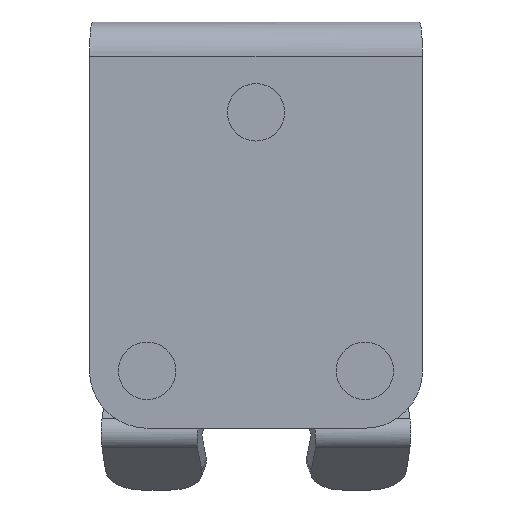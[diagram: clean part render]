
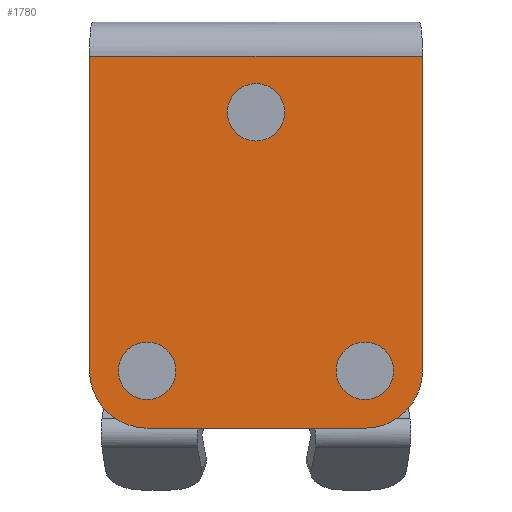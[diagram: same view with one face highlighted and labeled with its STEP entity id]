
A CAD part, front view. The second image highlights one B-rep face of the part: STEP entity #1780.
In plain terms, the highlighted planar face has unit normal (0, -1, 0).
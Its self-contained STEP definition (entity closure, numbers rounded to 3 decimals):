
#37 = DIRECTION ( 'NONE',  ( 0., 0., -1. ) ) ;
#273 = DIRECTION ( 'NONE',  ( 0., 0., -1. ) ) ;
#648 = DIRECTION ( 'NONE',  ( 0., -1., 0. ) ) ;
#785 = CARTESIAN_POINT ( 'NONE',  ( -10.038, -4.5, 5. ) ) ;
#889 = AXIS2_PLACEMENT_3D ( 'NONE', #3953, #6754, #5346 ) ;
#914 = VERTEX_POINT ( 'NONE', #12871 ) ;
#985 = CARTESIAN_POINT ( 'NONE',  ( -58., -4.5, 0. ) ) ;
#1007 =( BOUNDED_CURVE ( )  B_SPLINE_CURVE ( 3, ( #8348, #12275, #13670, #3199 ),
 .UNSPECIFIED., .F., .F. ) 
 B_SPLINE_CURVE_WITH_KNOTS ( ( 4, 4 ),
 ( 4.712, 6.283 ),
 .UNSPECIFIED. ) 
 CURVE ( )  GEOMETRIC_REPRESENTATION_ITEM ( )  RATIONAL_B_SPLINE_CURVE ( ( 1., 0.805, 0.805, 1. ) ) 
 REPRESENTATION_ITEM ( '' )  );
#1215 = ORIENTED_EDGE ( 'NONE', *, *, #14621, .T. ) ;
#1265 = DIRECTION ( 'NONE',  ( 0., -1., 0. ) ) ;
#1301 = CARTESIAN_POINT ( 'NONE',  ( -47.962, -4.5, 5. ) ) ;
#1377 = DIRECTION ( 'NONE',  ( -1., 0., 0. ) ) ;
#1387 = FACE_BOUND ( 'NONE', #4031, .T. ) ;
#1451 = AXIS2_PLACEMENT_3D ( 'NONE', #17256, #17092, #2603 ) ;
#1694 = DIRECTION ( 'NONE',  ( 0., 0., -1. ) ) ;
#1780 = ADVANCED_FACE ( 'NONE', ( #3907, #1387, #16104, #6796 ), #4154, .T. ) ;
#1869 = CARTESIAN_POINT ( 'NONE',  ( -29., -4.5, 55. ) ) ;
#1954 = EDGE_CURVE ( 'NONE', #2918, #14746, #1007, .T. ) ;
#2034 = DIRECTION ( 'NONE',  ( 0., 0., -1. ) ) ;
#2191 = AXIS2_PLACEMENT_3D ( 'NONE', #1869, #648, #7186 ) ;
#2205 = DIRECTION ( 'NONE',  ( 0., 0., -1. ) ) ;
#2269 = EDGE_CURVE ( 'NONE', #6769, #4532, #8401, .T. ) ;
#2373 = EDGE_CURVE ( 'NONE', #3834, #11284, #5345, .T. ) ;
#2465 = ORIENTED_EDGE ( 'NONE', *, *, #2269, .F. ) ;
#2603 = DIRECTION ( 'NONE',  ( 0., 0., -1. ) ) ;
#2918 = VERTEX_POINT ( 'NONE', #13850 ) ;
#2940 = DIRECTION ( 'NONE',  ( 1., 0., 0. ) ) ;
#3199 = CARTESIAN_POINT ( 'NONE',  ( 0., -4.5, 10. ) ) ;
#3736 = ORIENTED_EDGE ( 'NONE', *, *, #3964, .T. ) ;
#3834 = VERTEX_POINT ( 'NONE', #1301 ) ;
#3907 = FACE_BOUND ( 'NONE', #7916, .T. ) ;
#3953 = CARTESIAN_POINT ( 'NONE',  ( -10.038, -4.5, 10. ) ) ;
#3964 = EDGE_CURVE ( 'NONE', #9493, #2918, #6875, .T. ) ;
#4031 = EDGE_LOOP ( 'NONE', ( #2465, #7624 ) ) ;
#4154 = PLANE ( 'NONE',  #1451 ) ;
#4212 = CIRCLE ( 'NONE', #16182, 5. ) ;
#4218 = EDGE_CURVE ( 'NONE', #914, #14746, #4643, .T. ) ;
#4532 = VERTEX_POINT ( 'NONE', #785 ) ;
#4643 = LINE ( 'NONE', #9789, #16521 ) ;
#4809 = ORIENTED_EDGE ( 'NONE', *, *, #7173, .F. ) ;
#4984 = CARTESIAN_POINT ( 'NONE',  ( -47.962, -4.5, 10. ) ) ;
#5206 = ORIENTED_EDGE ( 'NONE', *, *, #4218, .F. ) ;
#5345 = CIRCLE ( 'NONE', #9811, 5. ) ;
#5346 = DIRECTION ( 'NONE',  ( 0., 0., -1. ) ) ;
#5574 =( BOUNDED_CURVE ( )  B_SPLINE_CURVE ( 3, ( #17091, #11852, #15598, #14628 ),
 .UNSPECIFIED., .F., .T. ) 
 B_SPLINE_CURVE_WITH_KNOTS ( ( 4, 4 ),
 ( 3.142, 4.712 ),
 .UNSPECIFIED. ) 
 CURVE ( )  GEOMETRIC_REPRESENTATION_ITEM ( )  RATIONAL_B_SPLINE_CURVE ( ( 1., 0.805, 0.805, 1. ) ) 
 REPRESENTATION_ITEM ( '' )  );
#5665 = ORIENTED_EDGE ( 'NONE', *, *, #15351, .F. ) ;
#5730 = EDGE_LOOP ( 'NONE', ( #4809, #13617 ) ) ;
#5844 = CARTESIAN_POINT ( 'NONE',  ( -29., -4.5, 50. ) ) ;
#6754 = DIRECTION ( 'NONE',  ( 0., -1., 0. ) ) ;
#6769 = VERTEX_POINT ( 'NONE', #14002 ) ;
#6796 = FACE_OUTER_BOUND ( 'NONE', #8360, .T. ) ;
#6875 = LINE ( 'NONE', #16367, #15400 ) ;
#7117 = EDGE_CURVE ( 'NONE', #10727, #16747, #14440, .T. ) ;
#7173 = EDGE_CURVE ( 'NONE', #11284, #3834, #15845, .T. ) ;
#7186 = DIRECTION ( 'NONE',  ( 0., 0., -1. ) ) ;
#7511 = EDGE_CURVE ( 'NONE', #914, #10847, #13309, .T. ) ;
#7572 = ORIENTED_EDGE ( 'NONE', *, *, #12555, .T. ) ;
#7598 = VECTOR ( 'NONE', #14312, 1000. ) ;
#7624 = ORIENTED_EDGE ( 'NONE', *, *, #15589, .F. ) ;
#7916 = EDGE_LOOP ( 'NONE', ( #12290, #5665 ) ) ;
#7953 = CARTESIAN_POINT ( 'NONE',  ( -47.962, -4.5, 15. ) ) ;
#8206 = CARTESIAN_POINT ( 'NONE',  ( -47.962, -4.5, 0. ) ) ;
#8309 = DIRECTION ( 'NONE',  ( 0., -1., 0. ) ) ;
#8348 = CARTESIAN_POINT ( 'NONE',  ( -10.038, -4.5, 0. ) ) ;
#8360 = EDGE_LOOP ( 'NONE', ( #5206, #16621, #1215, #7572, #3736, #11175 ) ) ;
#8374 = CARTESIAN_POINT ( 'NONE',  ( -10.038, -4.5, 10. ) ) ;
#8400 = AXIS2_PLACEMENT_3D ( 'NONE', #14935, #8309, #1694 ) ;
#8401 = CIRCLE ( 'NONE', #889, 5. ) ;
#8469 = DIRECTION ( 'NONE',  ( 0., -1., 0. ) ) ;
#9309 = CARTESIAN_POINT ( 'NONE',  ( -58., -4.5, 64.741 ) ) ;
#9491 = CARTESIAN_POINT ( 'NONE',  ( -58., -4.5, 10. ) ) ;
#9493 = VERTEX_POINT ( 'NONE', #8206 ) ;
#9789 = CARTESIAN_POINT ( 'NONE',  ( 0., -4.5, 0. ) ) ;
#9811 = AXIS2_PLACEMENT_3D ( 'NONE', #13020, #1265, #37 ) ;
#10727 = VERTEX_POINT ( 'NONE', #16910 ) ;
#10847 = VERTEX_POINT ( 'NONE', #14803 ) ;
#11175 = ORIENTED_EDGE ( 'NONE', *, *, #1954, .T. ) ;
#11284 = VERTEX_POINT ( 'NONE', #7953 ) ;
#11461 = CIRCLE ( 'NONE', #8400, 5. ) ;
#11852 = CARTESIAN_POINT ( 'NONE',  ( -58., -4.5, 4.142 ) ) ;
#11937 = AXIS2_PLACEMENT_3D ( 'NONE', #4984, #15282, #2205 ) ;
#12275 = CARTESIAN_POINT ( 'NONE',  ( -4.158, -4.5, 0. ) ) ;
#12290 = ORIENTED_EDGE ( 'NONE', *, *, #7117, .F. ) ;
#12555 = EDGE_CURVE ( 'NONE', #16875, #9493, #5574, .T. ) ;
#12871 = CARTESIAN_POINT ( 'NONE',  ( 0., -4.5, 64.741 ) ) ;
#13020 = CARTESIAN_POINT ( 'NONE',  ( -47.962, -4.5, 10. ) ) ;
#13309 = LINE ( 'NONE', #9309, #17232 ) ;
#13617 = ORIENTED_EDGE ( 'NONE', *, *, #2373, .F. ) ;
#13670 = CARTESIAN_POINT ( 'NONE',  ( 0., -4.5, 4.142 ) ) ;
#13850 = CARTESIAN_POINT ( 'NONE',  ( -10.038, -4.5, 0. ) ) ;
#14002 = CARTESIAN_POINT ( 'NONE',  ( -10.038, -4.5, 15. ) ) ;
#14312 = DIRECTION ( 'NONE',  ( 0., 0., -1. ) ) ;
#14440 = CIRCLE ( 'NONE', #2191, 5. ) ;
#14621 = EDGE_CURVE ( 'NONE', #10847, #16875, #16928, .T. ) ;
#14628 = CARTESIAN_POINT ( 'NONE',  ( -47.962, -4.5, 0. ) ) ;
#14746 = VERTEX_POINT ( 'NONE', #15795 ) ;
#14803 = CARTESIAN_POINT ( 'NONE',  ( -58., -4.5, 64.741 ) ) ;
#14935 = CARTESIAN_POINT ( 'NONE',  ( -29., -4.5, 55. ) ) ;
#15282 = DIRECTION ( 'NONE',  ( 0., -1., 0. ) ) ;
#15351 = EDGE_CURVE ( 'NONE', #16747, #10727, #11461, .T. ) ;
#15400 = VECTOR ( 'NONE', #2940, 1000. ) ;
#15589 = EDGE_CURVE ( 'NONE', #4532, #6769, #4212, .T. ) ;
#15598 = CARTESIAN_POINT ( 'NONE',  ( -53.842, -4.5, 0. ) ) ;
#15795 = CARTESIAN_POINT ( 'NONE',  ( 0., -4.5, 10. ) ) ;
#15845 = CIRCLE ( 'NONE', #11937, 5. ) ;
#16104 = FACE_BOUND ( 'NONE', #5730, .T. ) ;
#16182 = AXIS2_PLACEMENT_3D ( 'NONE', #8374, #8469, #273 ) ;
#16367 = CARTESIAN_POINT ( 'NONE',  ( -58., -4.5, 0. ) ) ;
#16521 = VECTOR ( 'NONE', #2034, 1000. ) ;
#16621 = ORIENTED_EDGE ( 'NONE', *, *, #7511, .T. ) ;
#16747 = VERTEX_POINT ( 'NONE', #5844 ) ;
#16875 = VERTEX_POINT ( 'NONE', #9491 ) ;
#16910 = CARTESIAN_POINT ( 'NONE',  ( -29., -4.5, 60. ) ) ;
#16928 = LINE ( 'NONE', #985, #7598 ) ;
#17091 = CARTESIAN_POINT ( 'NONE',  ( -58., -4.5, 10. ) ) ;
#17092 = DIRECTION ( 'NONE',  ( 0., -1., 0. ) ) ;
#17232 = VECTOR ( 'NONE', #1377, 1000. ) ;
#17256 = CARTESIAN_POINT ( 'NONE',  ( -58., -4.5, 0. ) ) ;
